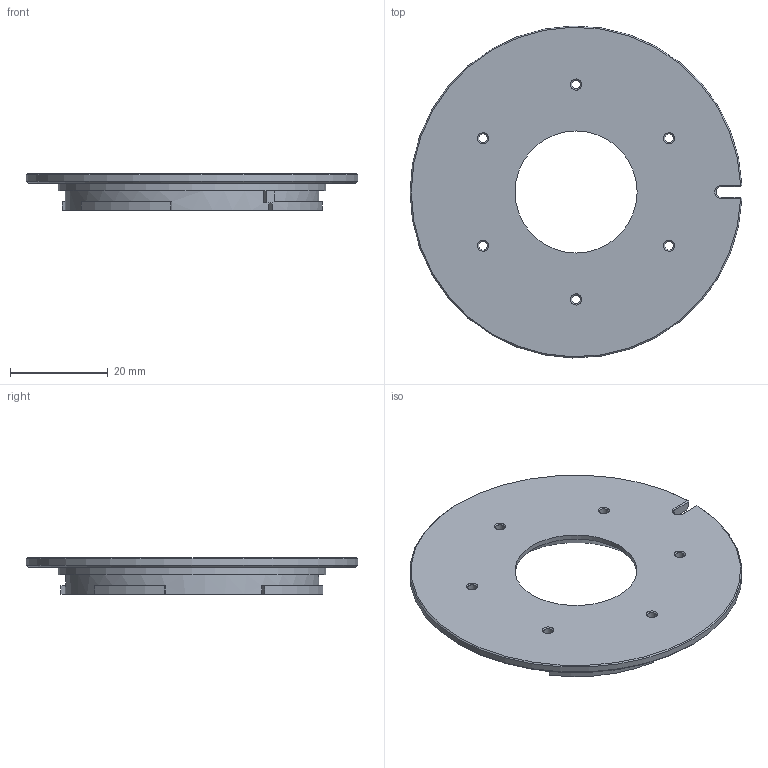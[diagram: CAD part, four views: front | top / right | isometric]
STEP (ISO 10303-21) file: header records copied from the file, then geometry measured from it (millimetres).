
FILE_DESCRIPTION(/* description */ ('Unknown'),/* implementation_level */ '2;1');
FILE_NAME(/* name */ 'lomo_LCA_nikonZ_mount',/* time_stamp */ '2024-03-15T12:15:12-04:00',/* author */ ('Unknown'),/* organization */ ('Unknown'),/* preprocessor_version */ 'ST-DEVELOPER v18.1',/* originating_system */ 'Solid Edge',/* authorisation */ 'Unknown');
FILE_SCHEMA (('AUTOMOTIVE_DESIGN {1 0 10303 214 3 1 1}'));
Length unit declared in the file: millimetre
Products named in the file (1): lomo_LCA_nikonZ_mount
Bounding box: 67.97 x 67.99 x 7.5 mm (x, y, z)
Volume: 10571.6 mm3; surface area: 8588.8 mm2
Topology: 1 solids, 1 shells, 78 faces, 186 edges, 120 vertices
Faces by surface type: plane 36, cylinder 22, cone 16, bspline 4
Full cylindrical faces by diameter (mm): 1.8 x6, 3.5 x6, 25 x1, 48.1 x1, 54.8 x1
Entity records: 2133 total; most frequent: CARTESIAN_POINT 415, DIRECTION 353, ORIENTED_EDGE 298, EDGE_CURVE 149, AXIS2_PLACEMENT_3D 145, EDGE_LOOP 130, FACE_BOUND 130, VERTEX_POINT 111
